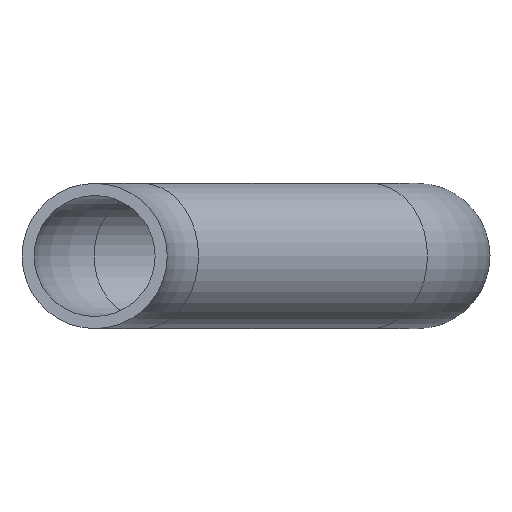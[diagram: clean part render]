
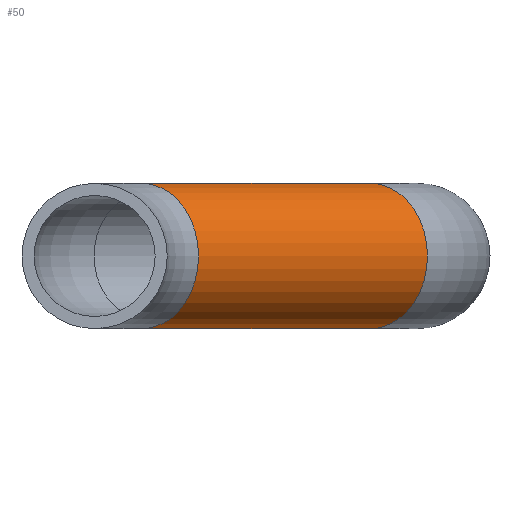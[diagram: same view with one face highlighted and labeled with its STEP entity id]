
A CAD part, front view. The second image highlights one B-rep face of the part: STEP entity #50.
In plain terms, the highlighted cylindrical face has radius 9 mm (diameter 18 mm), a full revolution.
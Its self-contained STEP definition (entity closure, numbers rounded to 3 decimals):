
#50 = ADVANCED_FACE( '', ( #105, #106 ), #107, .T. );
#105 = FACE_OUTER_BOUND( '', #160, .T. );
#106 = FACE_OUTER_BOUND( '', #161, .T. );
#107 = CYLINDRICAL_SURFACE( '', #162, 9. );
#160 = EDGE_LOOP( '', ( #223 ) );
#161 = EDGE_LOOP( '', ( #224 ) );
#162 = AXIS2_PLACEMENT_3D( '', #225, #226, #227 );
#223 = ORIENTED_EDGE( '', *, *, #270, .T. );
#224 = ORIENTED_EDGE( '', *, *, #264, .F. );
#225 = CARTESIAN_POINT( '', ( 34.184, 88.235, 0. ) );
#226 = DIRECTION( '', ( 0.62, 0.785, 0. ) );
#227 = DIRECTION( '', ( 0.785, -0.62, 0. ) );
#264 = EDGE_CURVE( '', #295, #295, #296, .T. );
#270 = EDGE_CURVE( '', #304, #304, #305, .T. );
#295 = VERTEX_POINT( '', #331 );
#296 = CIRCLE( '', #332, 9. );
#304 = VERTEX_POINT( '', #340 );
#305 = CIRCLE( '', #341, 9. );
#331 = CARTESIAN_POINT( '', ( 5.817, 52.341, -9. ) );
#332 = AXIS2_PLACEMENT_3D( '', #369, #370, #371 );
#340 = CARTESIAN_POINT( '', ( 41.245, 82.655, 0. ) );
#341 = AXIS2_PLACEMENT_3D( '', #378, #379, #380 );
#369 = CARTESIAN_POINT( '', ( 5.817, 52.341, 0. ) );
#370 = DIRECTION( '', ( -0.62, -0.785, 0. ) );
#371 = DIRECTION( '', ( 0., 0., -1. ) );
#378 = CARTESIAN_POINT( '', ( 34.184, 88.235, 0. ) );
#379 = DIRECTION( '', ( -0.62, -0.785, 0. ) );
#380 = DIRECTION( '', ( 0.785, -0.62, 0. ) );
